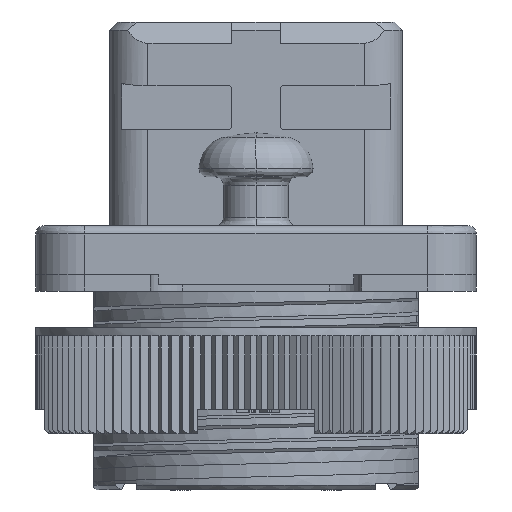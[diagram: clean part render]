
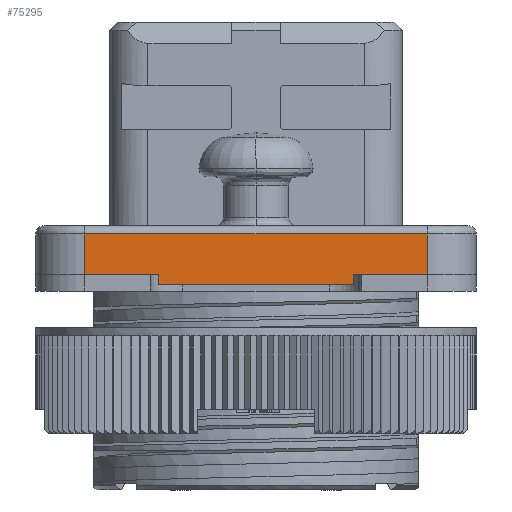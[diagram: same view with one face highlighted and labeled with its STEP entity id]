
A CAD part, front view. The second image highlights one B-rep face of the part: STEP entity #75295.
In plain terms, the highlighted planar face has unit normal (0, -1, 0).
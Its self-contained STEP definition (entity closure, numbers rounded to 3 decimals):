
#44030 = CARTESIAN_POINT ( 'NONE',  ( -6., -18., -2.1 ) ) ;
#44307 = VECTOR ( 'NONE', #44348, 1000. ) ;
#44308 = CARTESIAN_POINT ( 'NONE',  ( 6., -18., -1.5 ) ) ;
#44309 = LINE ( 'NONE', #44308, #44307 ) ;
#44348 = DIRECTION ( 'NONE',  ( 0., 0., -1. ) ) ;
#44349 = CARTESIAN_POINT ( 'NONE',  ( 6., -18., -2.1 ) ) ;
#44513 = DIRECTION ( 'NONE',  ( 0., 0., 1. ) ) ;
#44514 = VECTOR ( 'NONE', #44513, 1000. ) ;
#44515 = CARTESIAN_POINT ( 'NONE',  ( -6., -18., -1.5 ) ) ;
#44552 = LINE ( 'NONE', #44515, #44514 ) ;
#44555 = CARTESIAN_POINT ( 'NONE',  ( -6., -18., -1.5 ) ) ;
#44983 = CARTESIAN_POINT ( 'NONE',  ( 6., -18., -1.5 ) ) ;
#45105 = DIRECTION ( 'NONE',  ( 1., 0., 0. ) ) ;
#45106 = VECTOR ( 'NONE', #45105, 1000. ) ;
#45107 = CARTESIAN_POINT ( 'NONE',  ( -10.5, -18., -1.5 ) ) ;
#45108 = LINE ( 'NONE', #45107, #45106 ) ;
#45261 = CARTESIAN_POINT ( 'NONE',  ( 10.5, -18., -1.5 ) ) ;
#45633 = DIRECTION ( 'NONE',  ( 1., 0., 0. ) ) ;
#45634 = VECTOR ( 'NONE', #45633, 1000. ) ;
#45635 = CARTESIAN_POINT ( 'NONE',  ( -10.5, -18., -2.1 ) ) ;
#45636 = LINE ( 'NONE', #45635, #45634 ) ;
#46039 = CARTESIAN_POINT ( 'NONE',  ( -10.5, -18., -1.5 ) ) ;
#46068 = DIRECTION ( 'NONE',  ( 1., 0., 0. ) ) ;
#46069 = VECTOR ( 'NONE', #46068, 1000. ) ;
#46070 = CARTESIAN_POINT ( 'NONE',  ( -10.5, -18., -1.5 ) ) ;
#46076 = LINE ( 'NONE', #46070, #46069 ) ;
#46254 = DIRECTION ( 'NONE',  ( 0., 0., -1. ) ) ;
#46255 = VECTOR ( 'NONE', #46254, 1000. ) ;
#46398 = CARTESIAN_POINT ( 'NONE',  ( -10.5, -18., 1. ) ) ;
#46434 = CARTESIAN_POINT ( 'NONE',  ( -10.5, -18., -1.5 ) ) ;
#46435 = LINE ( 'NONE', #46434, #46255 ) ;
#46954 = DIRECTION ( 'NONE',  ( 0., 0., -1. ) ) ;
#46956 = VECTOR ( 'NONE', #46954, 1000. ) ;
#46959 = CARTESIAN_POINT ( 'NONE',  ( 10.5, -18., -1.5 ) ) ;
#46965 = LINE ( 'NONE', #46959, #46956 ) ;
#47006 = FACE_OUTER_BOUND ( 'NONE', #75276, .T. ) ;
#47017 = DIRECTION ( 'NONE',  ( 0., 0., -1. ) ) ;
#47018 = DIRECTION ( 'NONE',  ( 0., -1., 0. ) ) ;
#47024 = DIRECTION ( 'NONE',  ( 1., 0., 0. ) ) ;
#47025 = VECTOR ( 'NONE', #47024, 1000. ) ;
#47026 = CARTESIAN_POINT ( 'NONE',  ( -10.508, -18., 1. ) ) ;
#47036 = LINE ( 'NONE', #47026, #47025 ) ;
#47042 = CARTESIAN_POINT ( 'NONE',  ( 10.5, -18., 1. ) ) ;
#47064 = AXIS2_PLACEMENT_3D ( 'NONE', #47067, #47018, #47017 ) ;
#47065 = PLANE ( 'NONE',  #47064 ) ;
#47067 = CARTESIAN_POINT ( 'NONE',  ( -10.5, -18., -1.5 ) ) ;
#73393 = VERTEX_POINT ( 'NONE', #44030 ) ;
#73454 = VERTEX_POINT ( 'NONE', #44349 ) ;
#73455 = EDGE_CURVE ( 'NONE', #74080, #73454, #44309, .T. ) ;
#73634 = VERTEX_POINT ( 'NONE', #44555 ) ;
#73641 = EDGE_CURVE ( 'NONE', #73393, #73634, #44552, .T. ) ;
#74080 = VERTEX_POINT ( 'NONE', #44983 ) ;
#74192 = VERTEX_POINT ( 'NONE', #45261 ) ;
#74279 = EDGE_CURVE ( 'NONE', #74080, #74192, #45108, .T. ) ;
#74528 = EDGE_CURVE ( 'NONE', #73393, #73454, #45636, .T. ) ;
#74775 = VERTEX_POINT ( 'NONE', #46039 ) ;
#74848 = EDGE_CURVE ( 'NONE', #74775, #73634, #46076, .T. ) ;
#75001 = ORIENTED_EDGE ( 'NONE', *, *, #75005, .T. ) ;
#75002 = ORIENTED_EDGE ( 'NONE', *, *, #75359, .F. ) ;
#75004 = VERTEX_POINT ( 'NONE', #46398 ) ;
#75005 = EDGE_CURVE ( 'NONE', #75004, #74775, #46435, .T. ) ;
#75165 = ORIENTED_EDGE ( 'NONE', *, *, #74528, .T. ) ;
#75276 = EDGE_LOOP ( 'NONE', ( #75300, #75349, #75002, #75298, #75001, #75355, #75356, #75165 ) ) ;
#75295 = ADVANCED_FACE ( 'NONE', ( #47006 ), #47065, .T. ) ;
#75296 = VERTEX_POINT ( 'NONE', #47042 ) ;
#75298 = ORIENTED_EDGE ( 'NONE', *, *, #75358, .F. ) ;
#75300 = ORIENTED_EDGE ( 'NONE', *, *, #73455, .F. ) ;
#75349 = ORIENTED_EDGE ( 'NONE', *, *, #74279, .T. ) ;
#75355 = ORIENTED_EDGE ( 'NONE', *, *, #74848, .T. ) ;
#75356 = ORIENTED_EDGE ( 'NONE', *, *, #73641, .F. ) ;
#75358 = EDGE_CURVE ( 'NONE', #75004, #75296, #47036, .T. ) ;
#75359 = EDGE_CURVE ( 'NONE', #75296, #74192, #46965, .T. ) ;
